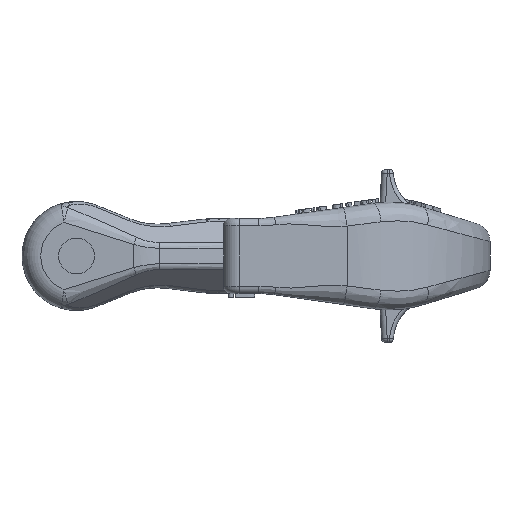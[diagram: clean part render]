
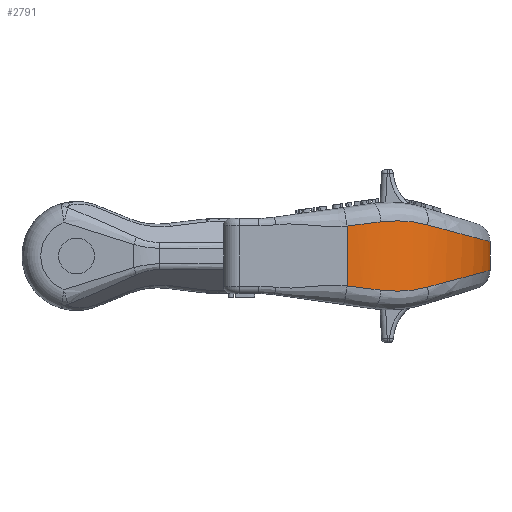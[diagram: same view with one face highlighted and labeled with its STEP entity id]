
A CAD part, front view. The second image highlights one B-rep face of the part: STEP entity #2791.
In plain terms, the highlighted cylindrical face has radius 41 mm (diameter 82 mm), a partial arc.
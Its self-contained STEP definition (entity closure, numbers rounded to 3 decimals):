
#287=ELLIPSE('',#9696,42.452,41.);
#288=ELLIPSE('',#9697,42.452,41.);
#289=ELLIPSE('',#9698,41.321,41.);
#290=ELLIPSE('',#9699,41.321,41.);
#869=FACE_OUTER_BOUND('',#3535,.T.);
#1565=LINE('',#16618,#2166);
#1568=LINE('',#16638,#2169);
#2166=VECTOR('',#10960,1.);
#2169=VECTOR('',#10969,1.);
#2791=ADVANCED_FACE('',(#869),#3151,.T.);
#3151=CYLINDRICAL_SURFACE('',#9700,41.);
#3535=EDGE_LOOP('',(#5029,#5030,#5031,#5032,#5033,#5034,#5035,#5036));
#5029=ORIENTED_EDGE('',*,*,#8222,.T.);
#5030=ORIENTED_EDGE('',*,*,#8223,.T.);
#5031=ORIENTED_EDGE('',*,*,#8224,.T.);
#5032=ORIENTED_EDGE('',*,*,#8225,.T.);
#5033=ORIENTED_EDGE('',*,*,#8226,.T.);
#5034=ORIENTED_EDGE('',*,*,#8227,.T.);
#5035=ORIENTED_EDGE('',*,*,#8217,.F.);
#5036=ORIENTED_EDGE('',*,*,#8228,.T.);
#7161=VERTEX_POINT('',#16617);
#7162=VERTEX_POINT('',#16619);
#7165=VERTEX_POINT('',#16634);
#7166=VERTEX_POINT('',#16635);
#7167=VERTEX_POINT('',#16637);
#7168=VERTEX_POINT('',#16639);
#7169=VERTEX_POINT('',#16641);
#7170=VERTEX_POINT('',#16646);
#8217=EDGE_CURVE('',#7161,#7162,#1565,.T.);
#8222=EDGE_CURVE('',#7165,#7166,#9239,.T.);
#8223=EDGE_CURVE('',#7166,#7167,#287,.T.);
#8224=EDGE_CURVE('',#7167,#7168,#1568,.T.);
#8225=EDGE_CURVE('',#7168,#7169,#288,.T.);
#8226=EDGE_CURVE('',#7169,#7170,#9240,.T.);
#8227=EDGE_CURVE('',#7170,#7162,#289,.T.);
#8228=EDGE_CURVE('',#7161,#7165,#290,.T.);
#9239=B_SPLINE_CURVE_WITH_KNOTS('',3,(#16630,#16631,#16632,#16633),
 .UNSPECIFIED.,.F.,.F.,(4,4),(0.,1.),.UNSPECIFIED.);
#9240=B_SPLINE_CURVE_WITH_KNOTS('',3,(#16642,#16643,#16644,#16645),
 .UNSPECIFIED.,.F.,.F.,(4,4),(0.,1.),.UNSPECIFIED.);
#9696=AXIS2_PLACEMENT_3D('',#16636,#10967,#10968);
#9697=AXIS2_PLACEMENT_3D('',#16640,#10970,#10971);
#9698=AXIS2_PLACEMENT_3D('',#16647,#10972,#10973);
#9699=AXIS2_PLACEMENT_3D('',#16648,#10974,#10975);
#9700=AXIS2_PLACEMENT_3D('',#16649,#10976,#10977);
#10960=DIRECTION('',(0.,0.,1.));
#10967=DIRECTION('',(-0.259,0.,0.966));
#10968=DIRECTION('',(0.966,0.,0.259));
#10969=DIRECTION('',(0.,0.,1.));
#10970=DIRECTION('',(-0.259,0.,-0.966));
#10971=DIRECTION('',(0.966,0.,-0.259));
#10972=DIRECTION('',(0.124,0.,-0.992));
#10973=DIRECTION('',(-0.992,0.,-0.124));
#10974=DIRECTION('',(0.124,0.,0.992));
#10975=DIRECTION('',(-0.992,0.,0.124));
#10976=DIRECTION('',(0.,0.,1.));
#10977=DIRECTION('',(1.,0.,0.));
#16617=CARTESIAN_POINT('',(-2.,-40.89,-7.968));
#16618=CARTESIAN_POINT('',(-2.,-40.89,-17.));
#16619=CARTESIAN_POINT('',(-2.,-40.89,7.968));
#16630=CARTESIAN_POINT('',(7.058,-39.187,-9.105));
#16631=CARTESIAN_POINT('',(11.52,-37.814,-9.664));
#16632=CARTESIAN_POINT('',(15.723,-35.674,-9.253));
#16633=CARTESIAN_POINT('',(19.409,-32.942,-8.264));
#16634=CARTESIAN_POINT('',(7.058,-39.187,-9.105));
#16635=CARTESIAN_POINT('',(19.409,-32.942,-8.264));
#16636=CARTESIAN_POINT('',(-5.,0.,-14.816));
#16637=CARTESIAN_POINT('',(36.,0.,-3.81));
#16638=CARTESIAN_POINT('',(36.,0.,-17.));
#16639=CARTESIAN_POINT('',(36.,0.,3.81));
#16640=CARTESIAN_POINT('',(-5.,0.,14.816));
#16641=CARTESIAN_POINT('',(19.409,-32.942,8.264));
#16642=CARTESIAN_POINT('',(19.409,-32.942,8.264));
#16643=CARTESIAN_POINT('',(15.723,-35.674,9.253));
#16644=CARTESIAN_POINT('',(11.52,-37.814,9.664));
#16645=CARTESIAN_POINT('',(7.058,-39.187,9.105));
#16646=CARTESIAN_POINT('',(7.058,-39.187,9.105));
#16647=CARTESIAN_POINT('',(-5.,0.,7.592));
#16648=CARTESIAN_POINT('',(-5.,0.,-7.592));
#16649=CARTESIAN_POINT('',(-5.,0.,-17.));
